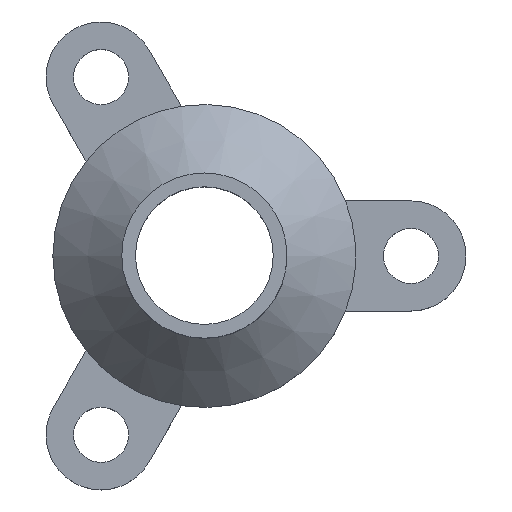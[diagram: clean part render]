
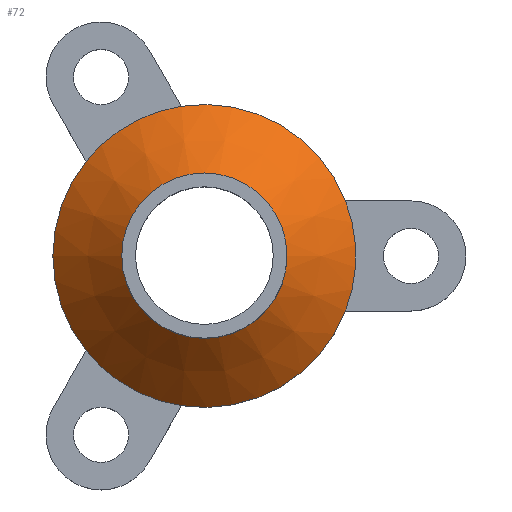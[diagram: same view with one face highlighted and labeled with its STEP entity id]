
A CAD part, top view. The second image highlights one B-rep face of the part: STEP entity #72.
In plain terms, the highlighted conical face has half-angle 45 degrees and reference radius 8.5 mm.
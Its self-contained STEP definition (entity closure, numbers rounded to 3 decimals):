
#72=ADVANCED_FACE('',(#277,#279),#281,.T.);
#277=FACE_BOUND('',#278,.T.);
#278=EDGE_LOOP('',(#474,#475,#476,#477,#478,#479,#480));
#279=FACE_OUTER_BOUND('',#280,.T.);
#280=EDGE_LOOP('',(#481));
#281=CONICAL_SURFACE('',#282,8.5,0.785);
#282=AXIS2_PLACEMENT_3D('',#283,#284,#285);
#283=CARTESIAN_POINT('',(0.,0.,5.5));
#284=DIRECTION('',(0.,0.,-1.));
#285=DIRECTION('',(1.,0.,0.));
#474=ORIENTED_EDGE('',*,*,#560,.T.);
#475=ORIENTED_EDGE('',*,*,#581,.F.);
#476=ORIENTED_EDGE('',*,*,#575,.T.);
#477=ORIENTED_EDGE('',*,*,#574,.T.);
#478=ORIENTED_EDGE('',*,*,#582,.F.);
#479=ORIENTED_EDGE('',*,*,#568,.T.);
#480=ORIENTED_EDGE('',*,*,#583,.F.);
#481=ORIENTED_EDGE('',*,*,#584,.F.);
#560=EDGE_CURVE('',#679,#676,#680,.T.);
#568=EDGE_CURVE('',#690,#687,#692,.T.);
#574=EDGE_CURVE('',#701,#698,#702,.T.);
#575=EDGE_CURVE('',#671,#701,#703,.T.);
#581=EDGE_CURVE('',#671,#676,#713,.F.);
#582=EDGE_CURVE('',#690,#698,#714,.F.);
#583=EDGE_CURVE('',#679,#687,#715,.F.);
#584=EDGE_CURVE('',#716,#716,#717,.T.);
#671=VERTEX_POINT('',#918);
#676=VERTEX_POINT('',#929);
#679=VERTEX_POINT('',#936);
#680=CIRCLE('',#937,11.);
#687=VERTEX_POINT('',#955);
#690=VERTEX_POINT('',#962);
#692=CIRCLE('',#966,11.);
#698=VERTEX_POINT('',#981);
#701=VERTEX_POINT('',#988);
#702=CIRCLE('',#989,11.);
#703=CIRCLE('',#993,11.);
#713=CIRCLE('',#1021,11.);
#714=CIRCLE('',#1025,11.);
#715=CIRCLE('',#1029,11.);
#716=VERTEX_POINT('',#1033);
#717=CIRCLE('',#1034,6.);
#918=CARTESIAN_POINT('',(-8.588,6.874,3.));
#929=CARTESIAN_POINT('',(-1.659,10.874,3.));
#936=CARTESIAN_POINT('',(10.247,4.,3.));
#937=AXIS2_PLACEMENT_3D('',#938,#939,#940);
#938=CARTESIAN_POINT('',(0.,0.,3.));
#939=DIRECTION('',(0.,0.,1.));
#940=DIRECTION('',(0.932,0.364,0.));
#955=CARTESIAN_POINT('',(10.247,-4.,3.));
#962=CARTESIAN_POINT('',(-1.659,-10.874,3.));
#966=AXIS2_PLACEMENT_3D('',#967,#968,#969);
#967=CARTESIAN_POINT('',(0.,0.,3.));
#968=DIRECTION('',(0.,0.,1.));
#969=DIRECTION('',(-0.151,-0.989,0.));
#981=CARTESIAN_POINT('',(-8.588,-6.874,3.));
#988=CARTESIAN_POINT('',(-11.,0.,3.));
#989=AXIS2_PLACEMENT_3D('',#990,#991,#992);
#990=CARTESIAN_POINT('',(0.,0.,3.));
#991=DIRECTION('',(0.,0.,1.));
#992=DIRECTION('',(-1.,0.,0.));
#993=AXIS2_PLACEMENT_3D('',#994,#995,#996);
#994=CARTESIAN_POINT('',(0.,0.,3.));
#995=DIRECTION('',(0.,0.,1.));
#996=DIRECTION('',(-0.781,0.625,0.));
#1021=AXIS2_PLACEMENT_3D('',#1022,#1023,#1024);
#1022=CARTESIAN_POINT('',(0.,0.,3.));
#1023=DIRECTION('',(0.,0.,1.));
#1024=DIRECTION('',(-0.151,0.989,0.));
#1025=AXIS2_PLACEMENT_3D('',#1026,#1027,#1028);
#1026=CARTESIAN_POINT('',(0.,0.,3.));
#1027=DIRECTION('',(0.,0.,1.));
#1028=DIRECTION('',(-0.781,-0.625,0.));
#1029=AXIS2_PLACEMENT_3D('',#1030,#1031,#1032);
#1030=CARTESIAN_POINT('',(0.,0.,3.));
#1031=DIRECTION('',(0.,0.,1.));
#1032=DIRECTION('',(0.932,-0.364,0.));
#1033=CARTESIAN_POINT('',(-6.,0.,8.));
#1034=AXIS2_PLACEMENT_3D('',#1035,#1036,#1037);
#1035=CARTESIAN_POINT('',(0.,0.,8.));
#1036=DIRECTION('',(0.,0.,1.));
#1037=DIRECTION('',(-1.,0.,0.));
